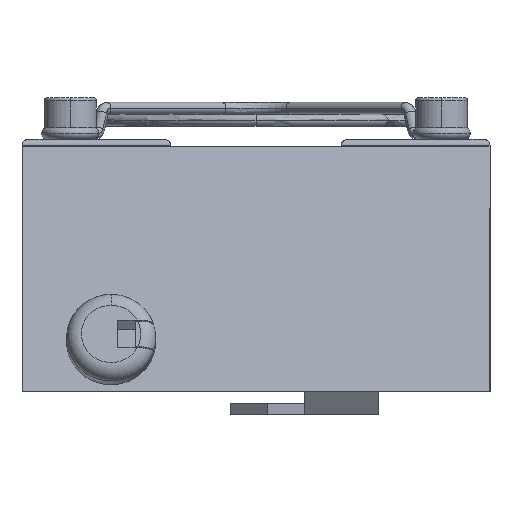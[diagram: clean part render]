
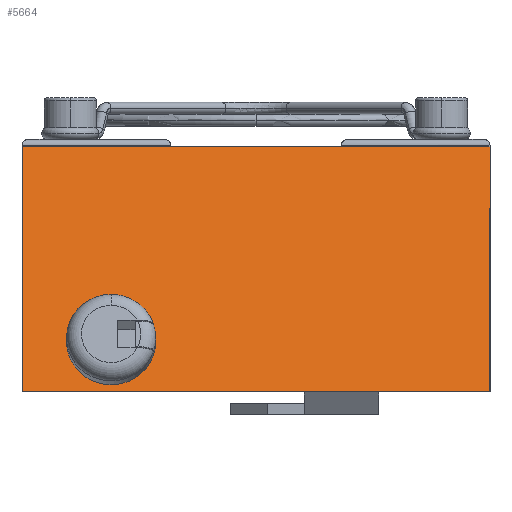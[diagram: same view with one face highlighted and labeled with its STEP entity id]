
A CAD part, left-side view. The second image highlights one B-rep face of the part: STEP entity #5664.
In plain terms, the highlighted planar face has unit normal (-0.965, 0, 0.264).
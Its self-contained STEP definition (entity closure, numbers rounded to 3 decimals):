
#730=DIRECTION('',(0.,1.,0.));
#731=VECTOR('',#730,23.);
#732=CARTESIAN_POINT('',(-31.5,-11.5,0.));
#733=LINE('',#732,#731);
#842=DIRECTION('',(-0.264,0.,-0.964));
#843=VECTOR('',#842,34.216);
#844=CARTESIAN_POINT('',(-31.5,31.5,0.));
#845=LINE('',#844,#843);
#945=DIRECTION('',(-0.264,0.,-0.964));
#946=VECTOR('',#945,34.216);
#947=CARTESIAN_POINT('',(-31.5,-31.5,0.));
#948=LINE('',#947,#946);
#949=DIRECTION('',(0.,-1.,0.));
#950=VECTOR('',#949,20.);
#951=CARTESIAN_POINT('',(-31.5,31.5,0.));
#952=LINE('',#951,#950);
#953=DIRECTION('',(0.,1.,0.));
#954=VECTOR('',#953,20.);
#955=CARTESIAN_POINT('',(-31.5,-31.5,0.));
#956=LINE('',#955,#954);
#957=CARTESIAN_POINT('',(-38.691,19.5,-26.249));
#958=DIRECTION('',(0.964,0.,-0.264));
#959=DIRECTION('',(0.079,-0.955,0.287));
#960=AXIS2_PLACEMENT_3D('',#957,#958,#959);
#962=DIRECTION('',(0.,-1.,0.));
#963=VECTOR('',#962,0.399);
#964=CARTESIAN_POINT('',(-38.219,14.171,-24.527));
#965=LINE('',#964,#963);
#966=CARTESIAN_POINT('',(-38.691,19.5,-26.249));
#967=DIRECTION('',(-0.964,0.,0.264));
#968=DIRECTION('',(0.084,-0.948,0.306));
#969=AXIS2_PLACEMENT_3D('',#966,#967,#968);
#971=DIRECTION('',(0.,1.,0.));
#972=VECTOR('',#971,0.403);
#973=CARTESIAN_POINT('',(-38.179,13.821,-24.382));
#974=LINE('',#973,#972);
#975=CARTESIAN_POINT('',(-38.691,19.5,-26.249));
#976=DIRECTION('',(0.964,0.,-0.264));
#977=DIRECTION('',(-0.085,-0.947,-0.311));
#978=AXIS2_PLACEMENT_3D('',#975,#976,#977);
#980=DIRECTION('',(0.,-1.,0.));
#981=VECTOR('',#980,0.403);
#982=CARTESIAN_POINT('',(-39.202,14.224,-28.115));
#983=LINE('',#982,#981);
#984=CARTESIAN_POINT('',(-38.691,19.5,-26.249));
#985=DIRECTION('',(-0.964,0.,0.264));
#986=DIRECTION('',(-0.091,-0.939,-0.332));
#987=AXIS2_PLACEMENT_3D('',#984,#985,#986);
#989=DIRECTION('',(0.,1.,0.));
#990=VECTOR('',#989,0.399);
#991=CARTESIAN_POINT('',(-39.162,13.772,-27.97));
#992=LINE('',#991,#990);
#1225=DIRECTION('',(0.,1.,0.));
#1226=VECTOR('',#1225,63.);
#1227=CARTESIAN_POINT('',(-40.54,-31.5,-33.));
#1228=LINE('',#1227,#1226);
#3740=CARTESIAN_POINT('',(-40.54,-31.5,-33.));
#3741=CARTESIAN_POINT('',(-40.54,31.5,-33.));
#3742=VERTEX_POINT('',#3740);
#3743=VERTEX_POINT('',#3741);
#3893=CARTESIAN_POINT('',(-31.5,11.5,0.));
#3895=VERTEX_POINT('',#3893);
#3896=CARTESIAN_POINT('',(-31.5,31.5,0.));
#3897=VERTEX_POINT('',#3896);
#3916=CARTESIAN_POINT('',(-31.5,-11.5,0.));
#3918=VERTEX_POINT('',#3916);
#3919=CARTESIAN_POINT('',(-31.5,-31.5,0.));
#3920=VERTEX_POINT('',#3919);
#4417=CARTESIAN_POINT('',(-38.219,13.772,
-24.527));
#4418=CARTESIAN_POINT('',(-39.162,13.772,
-27.97));
#4419=VERTEX_POINT('',#4417);
#4420=VERTEX_POINT('',#4418);
#4421=CARTESIAN_POINT('',(-39.202,13.821,
-28.115));
#4422=CARTESIAN_POINT('',(-38.179,13.821,
-24.382));
#4423=VERTEX_POINT('',#4421);
#4424=VERTEX_POINT('',#4422);
#4425=CARTESIAN_POINT('',(-39.202,14.224,
-28.115));
#4426=VERTEX_POINT('',#4425);
#4427=CARTESIAN_POINT('',(-39.162,14.171,
-27.97));
#4428=VERTEX_POINT('',#4427);
#4429=CARTESIAN_POINT('',(-38.219,14.171,
-24.527));
#4430=VERTEX_POINT('',#4429);
#4431=CARTESIAN_POINT('',(-38.179,14.224,
-24.382));
#4432=VERTEX_POINT('',#4431);
#5630=CARTESIAN_POINT('',(-36.02,0.,-16.5));
#5631=DIRECTION('',(-0.964,0.,0.264));
#5632=DIRECTION('',(0.,1.,0.));
#5633=AXIS2_PLACEMENT_3D('',#5630,#5631,#5632);
#5634=PLANE('',#5633);
#5636=ORIENTED_EDGE('',*,*,#5635,.T.);
#5638=ORIENTED_EDGE('',*,*,#5637,.T.);
#5639=ORIENTED_EDGE('',*,*,#5552,.F.);
#5640=ORIENTED_EDGE('',*,*,#5624,.T.);
#5641=ORIENTED_EDGE('',*,*,#5411,.F.);
#5643=ORIENTED_EDGE('',*,*,#5642,.F.);
#5644=EDGE_LOOP('',(#5636,#5638,#5639,#5640,#5641,#5643));
#5645=FACE_OUTER_BOUND('',#5644,.F.);
#5647=ORIENTED_EDGE('',*,*,#5646,.F.);
#5649=ORIENTED_EDGE('',*,*,#5648,.F.);
#5651=ORIENTED_EDGE('',*,*,#5650,.T.);
#5653=ORIENTED_EDGE('',*,*,#5652,.F.);
#5655=ORIENTED_EDGE('',*,*,#5654,.F.);
#5657=ORIENTED_EDGE('',*,*,#5656,.F.);
#5659=ORIENTED_EDGE('',*,*,#5658,.T.);
#5661=ORIENTED_EDGE('',*,*,#5660,.F.);
#5662=EDGE_LOOP('',(#5647,#5649,#5651,#5653,#5655,#5657,#5659,#5661));
#5663=FACE_BOUND('',#5662,.F.);
#5664=ADVANCED_FACE('',(#5645,#5663),#5634,.T.);
#961=CIRCLE('',#960,6.);
#970=CIRCLE('',#969,5.62);
#979=CIRCLE('',#978,6.);
#988=CIRCLE('',#987,5.62);
#5411=EDGE_CURVE('',#3918,#3895,#733,.T.);
#5552=EDGE_CURVE('',#3897,#3743,#845,.T.);
#5624=EDGE_CURVE('',#3897,#3895,#952,.T.);
#5635=EDGE_CURVE('',#3920,#3742,#948,.T.);
#5637=EDGE_CURVE('',#3742,#3743,#1228,.T.);
#5642=EDGE_CURVE('',#3920,#3918,#956,.T.);
#5646=EDGE_CURVE('',#4419,#4420,#961,.T.);
#5648=EDGE_CURVE('',#4430,#4419,#965,.T.);
#5650=EDGE_CURVE('',#4430,#4432,#970,.T.);
#5652=EDGE_CURVE('',#4424,#4432,#974,.T.);
#5654=EDGE_CURVE('',#4423,#4424,#979,.T.);
#5656=EDGE_CURVE('',#4426,#4423,#983,.T.);
#5658=EDGE_CURVE('',#4426,#4428,#988,.T.);
#5660=EDGE_CURVE('',#4420,#4428,#992,.T.);
